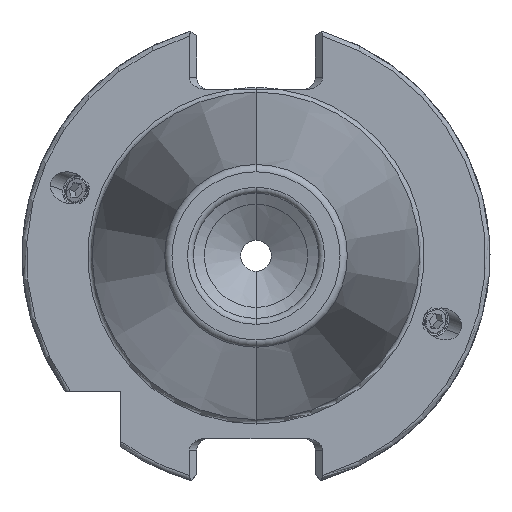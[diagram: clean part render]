
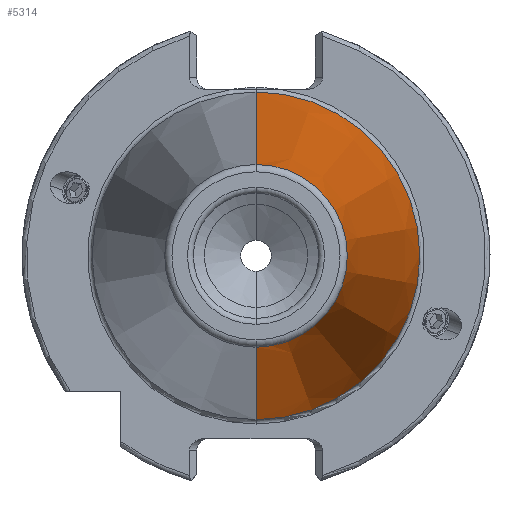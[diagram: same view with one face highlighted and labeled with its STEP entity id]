
A CAD part, left-side view. The second image highlights one B-rep face of the part: STEP entity #5314.
In plain terms, the highlighted conical face has half-angle 8.297 degrees and reference radius 22.225 mm.
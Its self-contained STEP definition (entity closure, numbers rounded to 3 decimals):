
#98 = ORIENTED_EDGE ( 'NONE', *, *, #7330, .F. ) ;
#325 = DIRECTION ( 'NONE',  ( -1., 0., 0. ) ) ;
#483 = CARTESIAN_POINT ( 'NONE',  ( 0., 0., -22.225 ) ) ;
#977 = DIRECTION ( 'NONE',  ( 0., 0., 1. ) ) ;
#1160 = DIRECTION ( 'NONE',  ( 0.99, 0., 0.144 ) ) ;
#1421 = VECTOR ( 'NONE', #6987, 1000. ) ;
#1751 = CARTESIAN_POINT ( 'NONE',  ( 0., 0., 22.225 ) ) ;
#1902 = AXIS2_PLACEMENT_3D ( 'NONE', #5088, #5057, #3365 ) ;
#2061 = EDGE_LOOP ( 'NONE', ( #4928, #98, #3924, #5162 ) ) ;
#2134 = VERTEX_POINT ( 'NONE', #6121 ) ;
#2246 = LINE ( 'NONE', #483, #1421 ) ;
#2799 = AXIS2_PLACEMENT_3D ( 'NONE', #6769, #6331, #5741 ) ;
#3009 = VERTEX_POINT ( 'NONE', #5185 ) ;
#3365 = DIRECTION ( 'NONE',  ( 0., 0., -1. ) ) ;
#3438 = FACE_OUTER_BOUND ( 'NONE', #2061, .T. ) ;
#3924 = ORIENTED_EDGE ( 'NONE', *, *, #4965, .T. ) ;
#4035 = EDGE_CURVE ( 'NONE', #7718, #3009, #6783, .T. ) ;
#4050 = VERTEX_POINT ( 'NONE', #4467 ) ;
#4467 = CARTESIAN_POINT ( 'NONE',  ( -67.394, 0., 12.397 ) ) ;
#4928 = ORIENTED_EDGE ( 'NONE', *, *, #7564, .F. ) ;
#4965 = EDGE_CURVE ( 'NONE', #2134, #7718, #2246, .T. ) ;
#5057 = DIRECTION ( 'NONE',  ( 1., 0., 0. ) ) ;
#5088 = CARTESIAN_POINT ( 'NONE',  ( 0., 0., 0. ) ) ;
#5162 = ORIENTED_EDGE ( 'NONE', *, *, #4035, .T. ) ;
#5185 = CARTESIAN_POINT ( 'NONE',  ( 0., 0., 22.225 ) ) ;
#5314 = ADVANCED_FACE ( 'NONE', ( #3438 ), #6017, .T. ) ;
#5741 = DIRECTION ( 'NONE',  ( 0., 0., 1. ) ) ;
#6017 = CONICAL_SURFACE ( 'NONE', #1902, 22.225, 0.145 ) ;
#6121 = CARTESIAN_POINT ( 'NONE',  ( -67.394, 0., -12.397 ) ) ;
#6179 = VECTOR ( 'NONE', #1160, 1000. ) ;
#6331 = DIRECTION ( 'NONE',  ( -1., 0., 0. ) ) ;
#6443 = LINE ( 'NONE', #1751, #6179 ) ;
#6727 = CARTESIAN_POINT ( 'NONE',  ( 0., 0., -22.225 ) ) ;
#6769 = CARTESIAN_POINT ( 'NONE',  ( -67.394, 0., 0. ) ) ;
#6783 = CIRCLE ( 'NONE', #7280, 22.225 ) ;
#6863 = CARTESIAN_POINT ( 'NONE',  ( 0., 0., 0. ) ) ;
#6987 = DIRECTION ( 'NONE',  ( 0.99, 0., -0.144 ) ) ;
#7280 = AXIS2_PLACEMENT_3D ( 'NONE', #6863, #325, #977 ) ;
#7306 = CIRCLE ( 'NONE', #2799, 12.397 ) ;
#7330 = EDGE_CURVE ( 'NONE', #2134, #4050, #7306, .T. ) ;
#7564 = EDGE_CURVE ( 'NONE', #4050, #3009, #6443, .T. ) ;
#7718 = VERTEX_POINT ( 'NONE', #6727 ) ;
